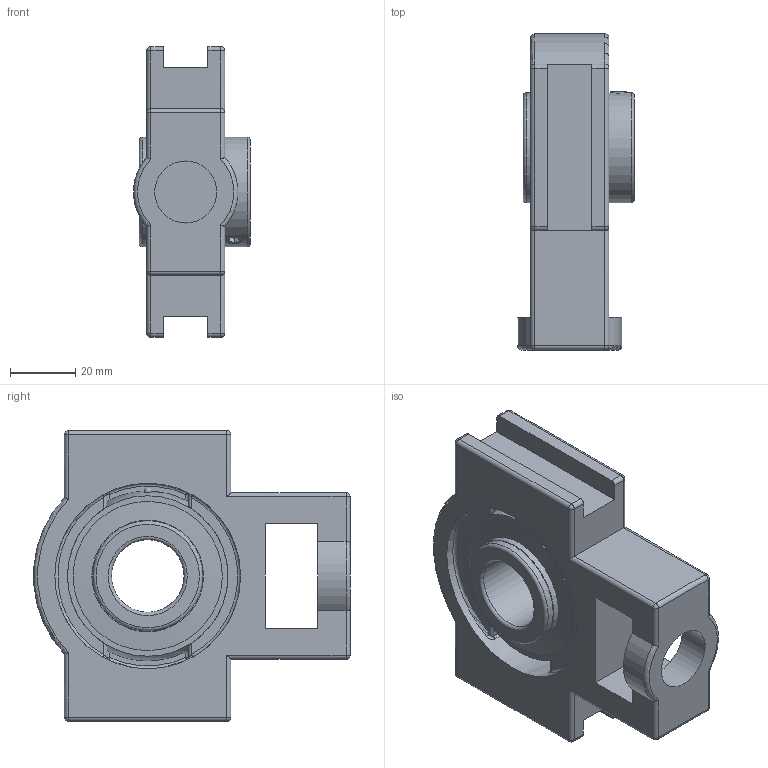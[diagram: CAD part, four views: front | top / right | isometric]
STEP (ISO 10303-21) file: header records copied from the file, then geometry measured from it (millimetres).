
FILE_DESCRIPTION(/* description */ ('Alibre Inc.'),/* implementation_level */ '2;1');
FILE_NAME(/* name */ 'export-14642C05-A6DE-457A-99DF-2C089CDE8F86',/* time_stamp */ '2020-05-18T09:47:03-07:00',/* author */ (''),/* organization */ (''),/* preprocessor_version */ 'ST-DEVELOPER v17',/* originating_system */ 'Alibre',/* authorisation */ '');
FILE_SCHEMA (('CONFIG_CONTROL_DESIGN'));
Length unit declared in the file: inch
Bounding box: 35.75 x 96.88 x 89 mm (x, y, z)
Volume: 109181.1 mm3; surface area: 43084 mm2
Topology: 16 solids, 16 shells, 176 faces, 427 edges, 249 vertices
Faces by surface type: cylinder 64, plane 59, sphere 28, torus 15, cone 6, bspline 4
Full cylindrical faces by diameter (mm): 4.917 x4, 19 x1, 22.225 x1, 33.655 x2, 33.68 x2, 34.188 x2, 45.72 x4, 56.878 x2, 60.25 x1
Entity records: 5570 total; most frequent: CARTESIAN_POINT 1471, DIRECTION 687, ORIENTED_EDGE 622, EDGE_CURVE 311, AXIS2_PLACEMENT_3D 303, FACE_BOUND 217, VERTEX_POINT 210, EDGE_LOOP 208
